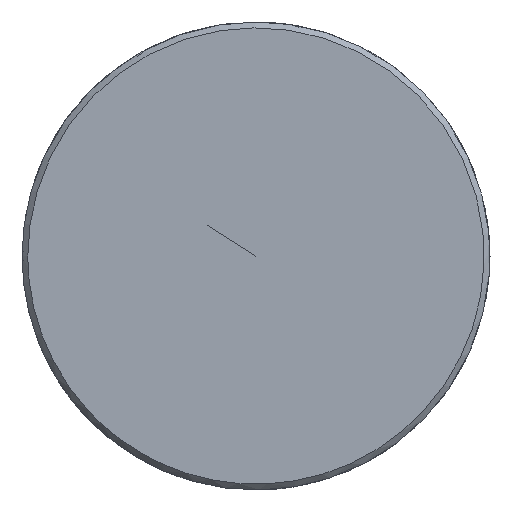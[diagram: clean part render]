
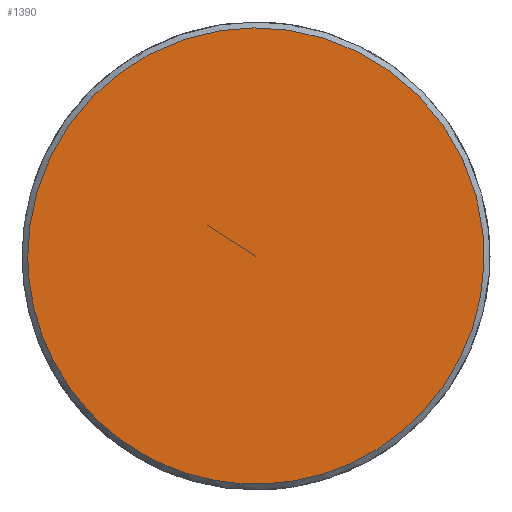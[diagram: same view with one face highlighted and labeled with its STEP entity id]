
A CAD part, left-side view. The second image highlights one B-rep face of the part: STEP entity #1390.
In plain terms, the highlighted free-form (B-spline) face has degree [5, 1] with [6, 2] control points.
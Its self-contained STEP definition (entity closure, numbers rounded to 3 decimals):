
#1318 = CARTESIAN_POINT ('', (-150., 9.75, 0.));
#1319 = VERTEX_POINT ('', #1318);
#1327 = CARTESIAN_POINT ('', (-150., 9.75, 0.));
#1328 = CARTESIAN_POINT ('', (-150., 9.75, 39.));
#1329 = CARTESIAN_POINT ('', (-150., -29.25, 19.5));
#1330 = CARTESIAN_POINT ('', (-150., -29.25, -19.5));
#1331 = CARTESIAN_POINT ('', (-150., 9.75, -39.));
#1332 = CARTESIAN_POINT ('', (-150., 9.75, 0.));
#1333 = (
   BOUNDED_CURVE ()
   B_SPLINE_CURVE (5, (#1327, #1328, #1329, #1330, #1331, #1332), .UNSPECIFIED., .T., .U.)
   B_SPLINE_CURVE_WITH_KNOTS ((6, 6), (0., 1.), .UNSPECIFIED.)
   CURVE ()
   GEOMETRIC_REPRESENTATION_ITEM ()
   RATIONAL_B_SPLINE_CURVE ((5., 1., 1., 1., 1., 5.))
   REPRESENTATION_ITEM ('')
);
#1334 = EDGE_CURVE ('', #1319, #1319, #1333, .T.);
#1366 = CARTESIAN_POINT ('', (-150., 0., 0.));
#1367 = VERTEX_POINT ('', #1366);
#1368 = CARTESIAN_POINT ('', (-150., 0., 0.));
#1369 = CARTESIAN_POINT ('', (-150., 9.75, 0.));
#1370 = B_SPLINE_CURVE_WITH_KNOTS ('', 1, (#1368, #1369), .UNSPECIFIED., .F., .U., (2, 2), (0., 1.), .UNSPECIFIED.);
#1371 = EDGE_CURVE ('', #1367, #1319, #1370, .T.);
#1372 = ORIENTED_EDGE ('', *, *, #1371, .F.);
#1373 = ORIENTED_EDGE ('', *, *, #1371, .T.);
#1374 = ORIENTED_EDGE ('', *, *, #1334, .F.);
#1375 = EDGE_LOOP ('', (#1372, #1373, #1374));
#1376 = FACE_OUTER_BOUND ('', #1375, .T.);
#1377 = CARTESIAN_POINT ('', (-150., 0., 0.));
#1378 = CARTESIAN_POINT ('', (-150., 9.75, 0.));
#1379 = CARTESIAN_POINT ('', (-150., 0., 0.));
#1380 = CARTESIAN_POINT ('', (-150., 9.75, 39.));
#1381 = CARTESIAN_POINT ('', (-150., 0., 0.));
#1382 = CARTESIAN_POINT ('', (-150., -29.25, 19.5));
#1383 = CARTESIAN_POINT ('', (-150., 0., 0.));
#1384 = CARTESIAN_POINT ('', (-150., -29.25, -19.5));
#1385 = CARTESIAN_POINT ('', (-150., 0., 0.));
#1386 = CARTESIAN_POINT ('', (-150., 9.75, -39.));
#1387 = CARTESIAN_POINT ('', (-150., 0., 0.));
#1388 = CARTESIAN_POINT ('', (-150., 9.75, 0.));
#1389 = (
   BOUNDED_SURFACE ()
   B_SPLINE_SURFACE (5, 1, ((#1377, #1378), (#1379, #1380), (#1381, #1382), (#1383, #1384), (#1385, #1386), (#1387, #1388)), .UNSPECIFIED., .T., .F., .U.)
   B_SPLINE_SURFACE_WITH_KNOTS ((6, 6), (2, 2), (0., 1.), (0., 1.), .UNSPECIFIED.)
   SURFACE ()
   GEOMETRIC_REPRESENTATION_ITEM ()
   RATIONAL_B_SPLINE_SURFACE (((5., 5.), (1., 1.), (1., 1.), (1., 1.), (1., 1.), (5., 5.)))
   REPRESENTATION_ITEM ('')
);
#1390 = ADVANCED_FACE ('', (#1376), #1389, .T.);
